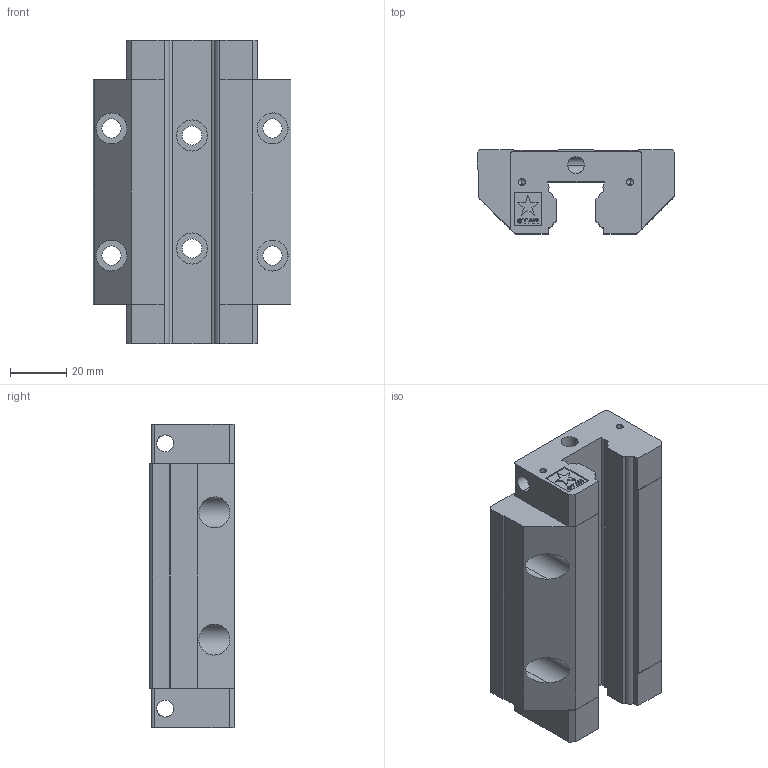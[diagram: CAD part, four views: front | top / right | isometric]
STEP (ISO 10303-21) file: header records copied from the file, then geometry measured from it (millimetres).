
FILE_DESCRIPTION (( 'STEP AP214' ), '1' );
FILE_NAME ('Rexroth-Runner-Block-R165321420.step', '2020-07-02T07:54:58', ( '' ), ( '' ), 'SwSTEP 2.0', 'SolidWorks 2010', '' );
FILE_SCHEMA (( 'AUTOMOTIVE_DESIGN' ));
Length unit declared in the file: millimetre
Products named in the file (1): Rexroth-Runner-Block-R165321420
Bounding box: 70 x 29.9 x 107.3 mm (x, y, z)
Volume: 145019.2 mm3; surface area: 31284.6 mm2
Topology: 1 solids, 1 shells, 356 faces, 1002 edges, 664 vertices
Faces by surface type: plane 300, cylinder 48, cone 8
Entity records: 11356 total; most frequent: CARTESIAN_POINT 2063, ORIENTED_EDGE 1988, DIRECTION 1784, EDGE_CURVE 994, LINE 886, VECTOR 886, VERTEX_POINT 664, AXIS2_PLACEMENT_3D 449
